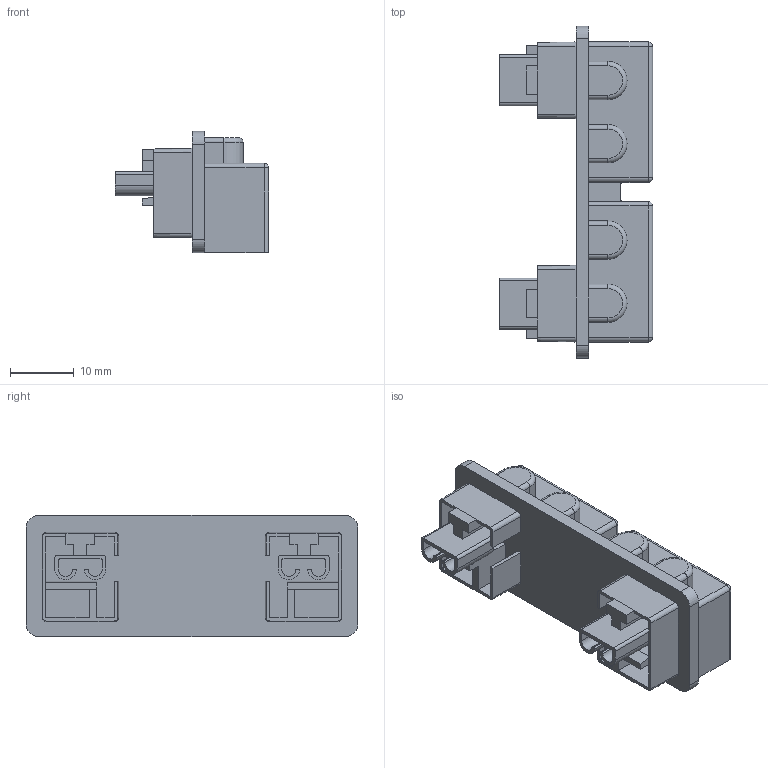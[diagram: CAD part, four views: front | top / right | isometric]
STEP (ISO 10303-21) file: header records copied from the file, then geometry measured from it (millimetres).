
FILE_DESCRIPTION(/* description */ (''),/* implementation_level */ '2;1');
FILE_NAME(/* name */ 'morsetto.stp',/* time_stamp */ '2020-07-30T09:39:43+02:00',/* author */ ('PC02-disegni'),/* organization */ (''),/* preprocessor_version */ 'ST-DEVELOPER v18',/* originating_system */ 'Autodesk Inventor 2020',/* authorisation */ '');
FILE_SCHEMA (('AUTOMOTIVE_DESIGN { 1 0 10303 214 3 1 1 }'));
Length unit declared in the file: millimetre
Products named in the file (3): morsetto; contatto; pezzo metallo
Assembly tree (3 placements, depth 2):
  morsetto
    contatto
    pezzo metallo  x2
Bounding box: 24 x 52 x 19 mm (x, y, z)
Volume: 7019.6 mm3; surface area: 7569.9 mm2
Topology: 3 solids, 3 shells, 260 faces, 722 edges, 472 vertices
Faces by surface type: plane 176, cylinder 68, cone 8, torus 4, sphere 4
Full cylindrical faces by diameter (mm): 0.5 x4, 6 x4
Entity records: 7564 total; most frequent: CARTESIAN_POINT 1315, ORIENTED_EDGE 1302, DIRECTION 1271, EDGE_CURVE 651, LINE 511, VECTOR 511, VERTEX_POINT 424, AXIS2_PLACEMENT_3D 380
